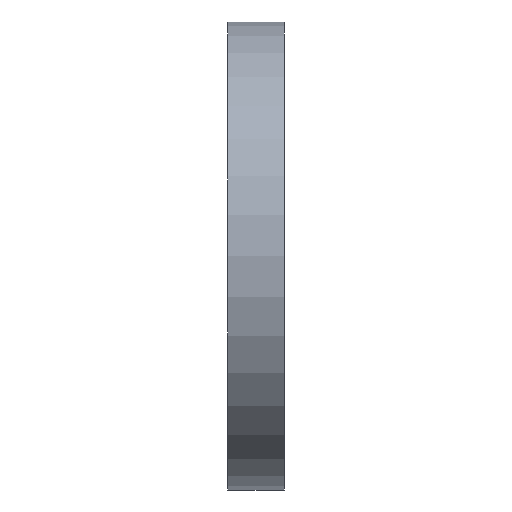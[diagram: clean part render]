
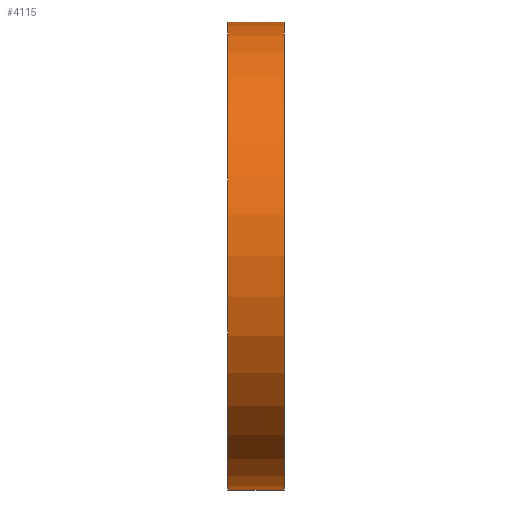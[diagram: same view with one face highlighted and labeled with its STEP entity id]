
A CAD part, left-side view. The second image highlights one B-rep face of the part: STEP entity #4115.
In plain terms, the highlighted cylindrical face has radius 16.5 mm (diameter 33 mm), a partial arc.
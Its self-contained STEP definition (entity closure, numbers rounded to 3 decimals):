
#230 = EDGE_CURVE ( 'NONE', #2002, #10466, #7389, .T. ) ;
#476 = ORIENTED_EDGE ( 'NONE', *, *, #7087, .F. ) ;
#994 = EDGE_CURVE ( 'NONE', #13983, #8870, #8553, .T. ) ;
#1502 = AXIS2_PLACEMENT_3D ( 'NONE', #8135, #4705, #3681 ) ;
#1540 = CARTESIAN_POINT ( 'NONE',  ( 0., 2., -16.5 ) ) ;
#1654 = AXIS2_PLACEMENT_3D ( 'NONE', #4049, #4003, #4140 ) ;
#1774 = AXIS2_PLACEMENT_3D ( 'NONE', #9559, #2996, #5538 ) ;
#2002 = VERTEX_POINT ( 'NONE', #2309 ) ;
#2309 = CARTESIAN_POINT ( 'NONE',  ( 0., -2., -16.5 ) ) ;
#2996 = DIRECTION ( 'NONE',  ( 0., 1., 0. ) ) ;
#3119 = LINE ( 'NONE', #1540, #13050 ) ;
#3681 = DIRECTION ( 'NONE',  ( 0., 0., 1. ) ) ;
#3692 = EDGE_LOOP ( 'NONE', ( #476, #8648, #4376, #13081 ) ) ;
#4003 = DIRECTION ( 'NONE',  ( 0., -1., 0. ) ) ;
#4049 = CARTESIAN_POINT ( 'NONE',  ( 0., 2., 0. ) ) ;
#4115 = ADVANCED_FACE ( 'NONE', ( #6492 ), #4952, .T. ) ;
#4140 = DIRECTION ( 'NONE',  ( 0., 0., -1. ) ) ;
#4376 = ORIENTED_EDGE ( 'NONE', *, *, #14050, .T. ) ;
#4705 = DIRECTION ( 'NONE',  ( 0., 1., 0. ) ) ;
#4952 = CYLINDRICAL_SURFACE ( 'NONE', #1654, 16.5 ) ;
#5514 = CARTESIAN_POINT ( 'NONE',  ( 0., 2., -16.5 ) ) ;
#5538 = DIRECTION ( 'NONE',  ( 0., 0., 1. ) ) ;
#6492 = FACE_OUTER_BOUND ( 'NONE', #3692, .T. ) ;
#7087 = EDGE_CURVE ( 'NONE', #8870, #10466, #13289, .T. ) ;
#7389 = CIRCLE ( 'NONE', #1774, 16.5 ) ;
#7732 = DIRECTION ( 'NONE',  ( 0., -1., 0. ) ) ;
#8135 = CARTESIAN_POINT ( 'NONE',  ( 0., 2., 0. ) ) ;
#8553 = CIRCLE ( 'NONE', #1502, 16.5 ) ;
#8648 = ORIENTED_EDGE ( 'NONE', *, *, #994, .F. ) ;
#8870 = VERTEX_POINT ( 'NONE', #10092 ) ;
#9194 = DIRECTION ( 'NONE',  ( 0., -1., 0. ) ) ;
#9559 = CARTESIAN_POINT ( 'NONE',  ( 0., -2., 0. ) ) ;
#10092 = CARTESIAN_POINT ( 'NONE',  ( 0., 2., 16.5 ) ) ;
#10466 = VERTEX_POINT ( 'NONE', #12466 ) ;
#11421 = VECTOR ( 'NONE', #7732, 1000. ) ;
#12466 = CARTESIAN_POINT ( 'NONE',  ( 0., -2., 16.5 ) ) ;
#13050 = VECTOR ( 'NONE', #9194, 1000. ) ;
#13081 = ORIENTED_EDGE ( 'NONE', *, *, #230, .T. ) ;
#13282 = CARTESIAN_POINT ( 'NONE',  ( 0., 2., 16.5 ) ) ;
#13289 = LINE ( 'NONE', #13282, #11421 ) ;
#13983 = VERTEX_POINT ( 'NONE', #5514 ) ;
#14050 = EDGE_CURVE ( 'NONE', #13983, #2002, #3119, .T. ) ;
